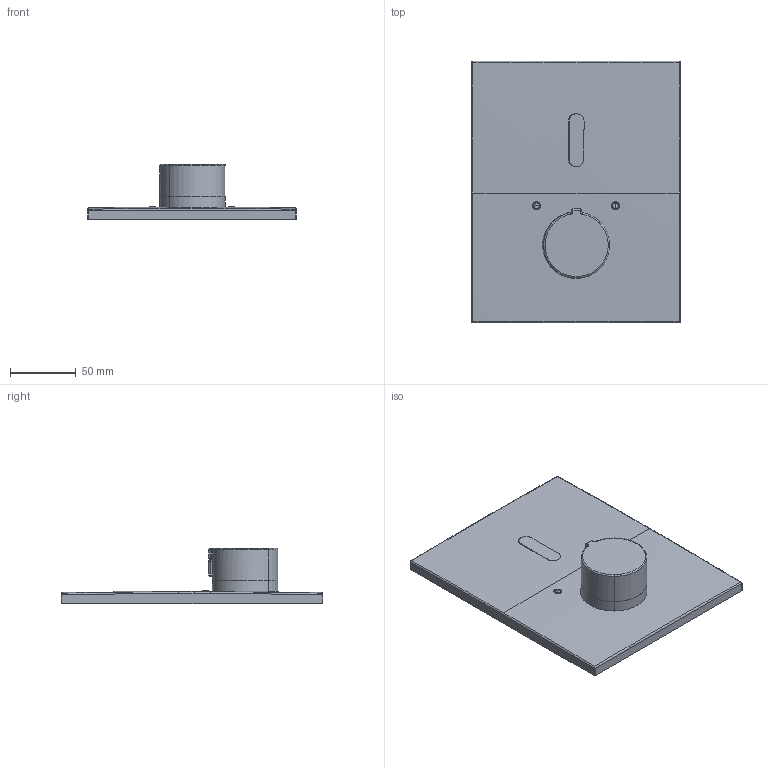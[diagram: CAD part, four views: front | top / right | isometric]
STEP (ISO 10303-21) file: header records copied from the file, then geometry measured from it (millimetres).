
FILE_DESCRIPTION (( 'STEP AP203' ), '1' );
FILE_NAME ('6657C+41909272.STEP', '2018-08-20T05:02:03', ( '' ), ( '' ), 'SwSTEP 2.0', 'SolidWorks 2016', '' );
FILE_SCHEMA (( 'CONFIG_CONTROL_DESIGN' ));
Length unit declared in the file: millimetre
Products named in the file (1): 6657C+41909272
Bounding box: 159 x 199 x 41.93 mm (x, y, z)
Volume: 328339 mm3; surface area: 89512.8 mm2
Topology: 1 solids, 1 shells, 294 faces, 698 edges, 411 vertices
Faces by surface type: cylinder 80, bspline 60, plane 54, sphere 44, torus 38, cone 18
Entity records: 10935 total; most frequent: CARTESIAN_POINT 4492, ORIENTED_EDGE 1364, DIRECTION 1324, EDGE_CURVE 682, AXIS2_PLACEMENT_3D 567, VERTEX_POINT 407, CIRCLE 332, EDGE_LOOP 311
